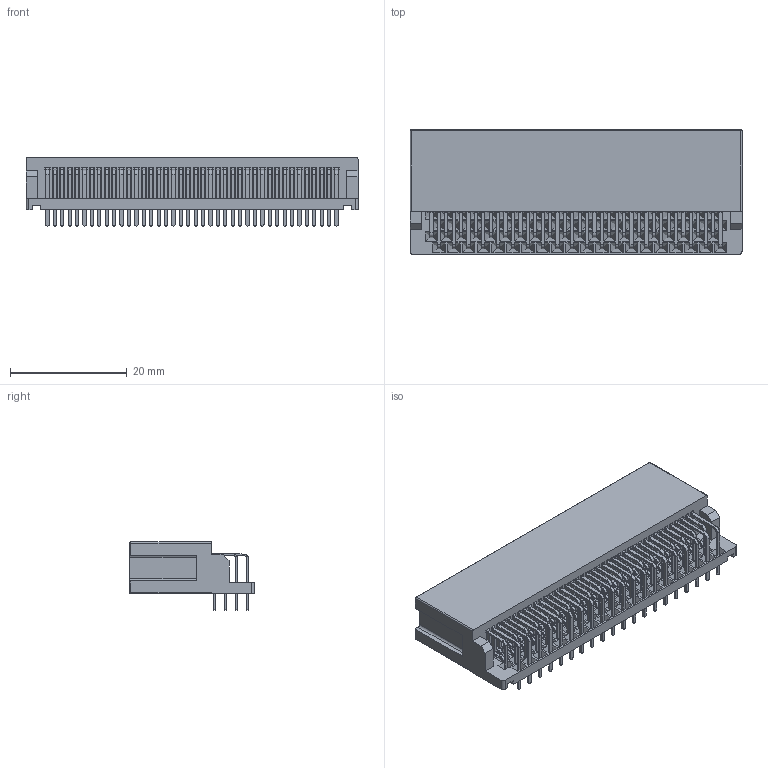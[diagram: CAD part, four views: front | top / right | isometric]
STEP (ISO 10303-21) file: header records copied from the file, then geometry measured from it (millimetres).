
FILE_DESCRIPTION (( 'STEP AP203' ), '1' );
FILE_NAME ('302-080-258-201.STEP', '2024-04-01T21:55:39', ( '' ), ( '' ), 'SwSTEP 2.0', 'SolidWorks 2023', '' );
FILE_SCHEMA (( 'CONFIG_CONTROL_DESIGN' ));
Length unit declared in the file: millimetre
Products named in the file (6): Contact_302-290-X58-003; Contact_302-290-X58-002; Contact_302-290-X58-004; Contact_302-290-X58-001; HSG_RA HSG (80P); 302-080-258-201
Assembly tree (81 placements, depth 2):
  302-080-258-201
    HSG_RA HSG (80P)
    Contact_302-290-X58-003  x20
    Contact_302-290-X58-004  x20
    Contact_302-290-X58-001  x20
    Contact_302-290-X58-002  x20
Bounding box: 56.9 x 21.37 x 11.68 mm (x, y, z)
Volume: 5032.6 mm3; surface area: 14435.3 mm2
Topology: 81 solids, 81 shells, 4227 faces, 12677 edges, 8350 vertices
Faces by surface type: plane 3007, cylinder 1056, bspline 160, sphere 4
Entity records: 48111 total; most frequent: CARTESIAN_POINT 9222, ORIENTED_EDGE 8322, DIRECTION 6487, EDGE_CURVE 4161, VECTOR 3689, LINE 3689, VERTEX_POINT 2726, EDGE_LOOP 1409
